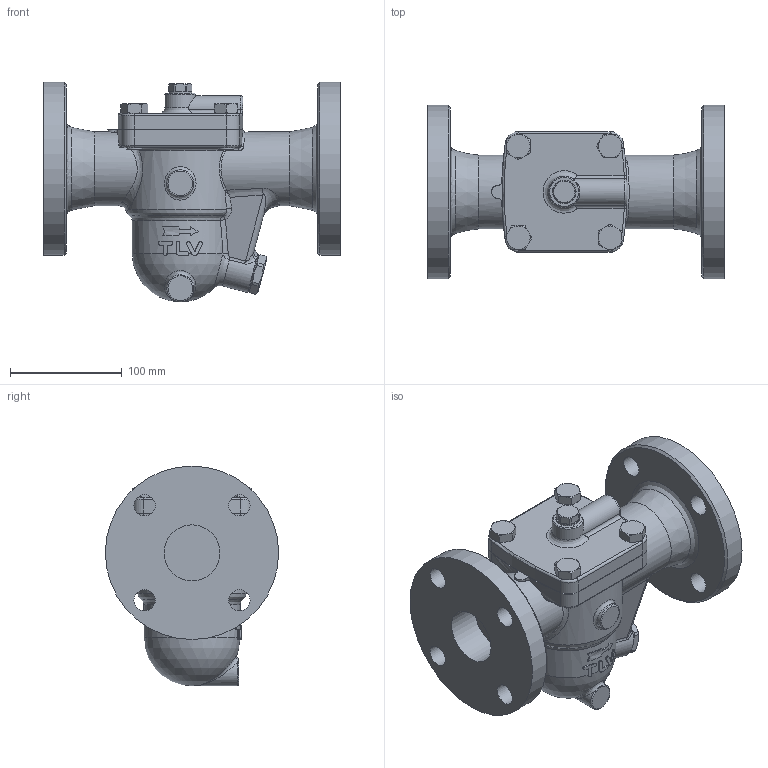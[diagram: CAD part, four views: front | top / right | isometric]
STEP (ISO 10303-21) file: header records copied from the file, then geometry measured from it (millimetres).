
FILE_DESCRIPTION((''),'2;1');
FILE_NAME('j5x00-050-jis10-00.stp','2010-09-28T11:59:25',('nakaot'),(''),'Autodesk Inventor 2008','Autodesk Inventor 2008','');
FILE_SCHEMA(('AUTOMOTIVE_DESIGN { 1 0 10303 214 1 1 1 1 }'));
Length unit declared in the file: millimetre
Products named in the file (1): j5x00-050-jis10-00
Bounding box: 265 x 155 x 196.5 mm (x, y, z)
Volume: 2377135.5 mm3; surface area: 216360.6 mm2
Topology: 1 solids, 1 shells, 330 faces, 821 edges, 503 vertices
Faces by surface type: plane 95, bspline 87, cylinder 68, cone 62, torus 17, sphere 1
Full cylindrical faces by diameter (mm): 14 x8, 19 x4, 21 x1, 24 x1, 28 x1, 50 x1, 66 x2, 77 x1, 155 x1
Entity records: 21467 total; most frequent: CARTESIAN_POINT 14672, ORIENTED_EDGE 1484, DIRECTION 1272, EDGE_CURVE 742, AXIS2_PLACEMENT_3D 563, VERTEX_POINT 474, EDGE_LOOP 414, FACE_OUTER_BOUND 330
